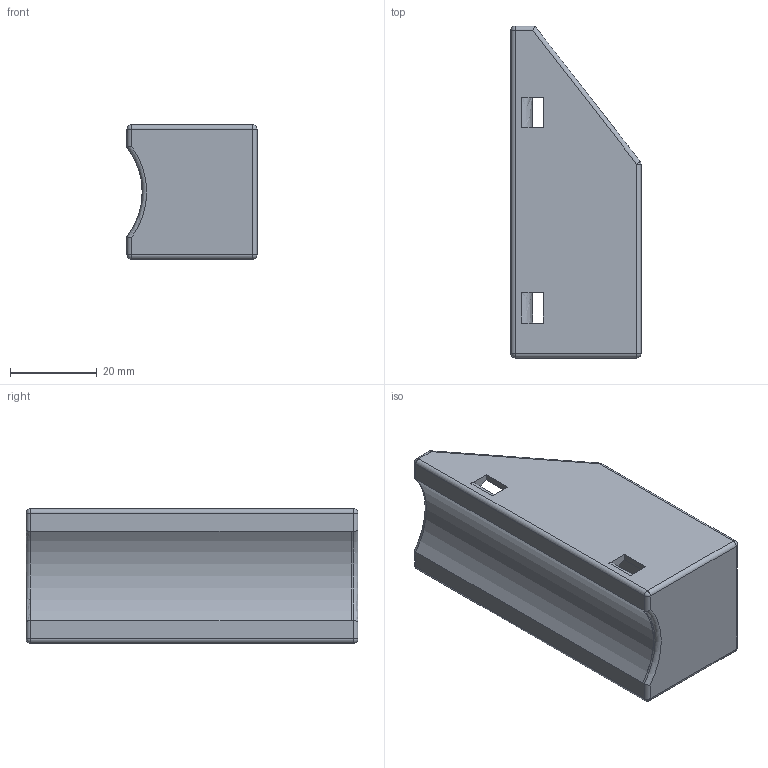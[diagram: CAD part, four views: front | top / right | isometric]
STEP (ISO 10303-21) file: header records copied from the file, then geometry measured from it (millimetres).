
FILE_DESCRIPTION (( 'STEP AP214' ), '1' );
FILE_NAME ('Mount.STEP', '2024-08-26T19:25:53', ( '' ), ( '' ), 'SwSTEP 2.0', 'SolidWorks 2024', '' );
FILE_SCHEMA (( 'AUTOMOTIVE_DESIGN' ));
Length unit declared in the file: millimetre
Products named in the file (1): Mount
Bounding box: 30 x 76.5 x 31 mm (x, y, z)
Volume: 16443.8 mm3; surface area: 15231.9 mm2
Topology: 1 solids, 1 shells, 74 faces, 185 edges, 98 vertices
Faces by surface type: cylinder 30, plane 26, sphere 12, bspline 4, torus 2
Entity records: 2399 total; most frequent: CARTESIAN_POINT 725, ORIENTED_EDGE 348, DIRECTION 340, EDGE_CURVE 174, AXIS2_PLACEMENT_3D 121, VERTEX_POINT 98, LINE 98, VECTOR 98
